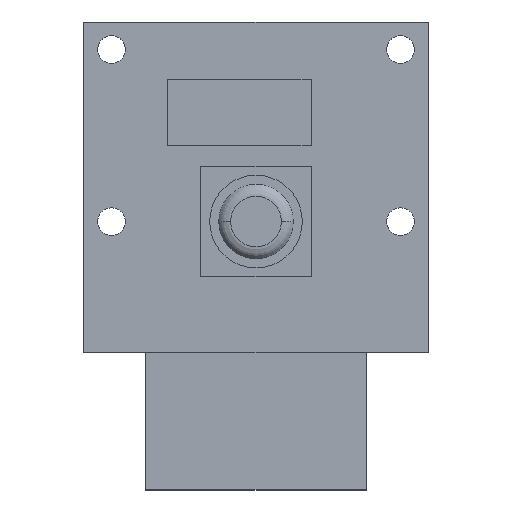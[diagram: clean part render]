
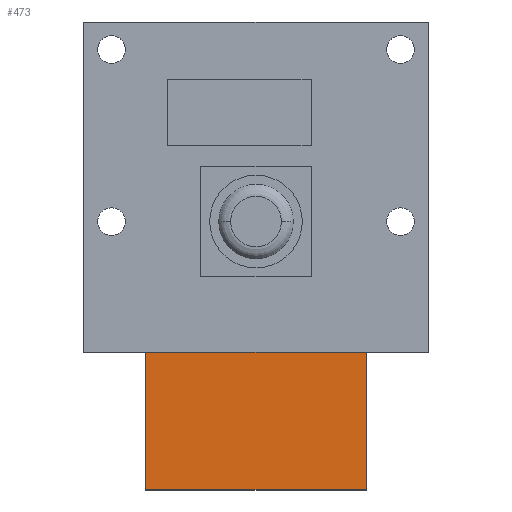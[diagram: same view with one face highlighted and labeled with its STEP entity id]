
A CAD part, top view. The second image highlights one B-rep face of the part: STEP entity #473.
In plain terms, the highlighted planar face has unit normal (0, 0, 1).
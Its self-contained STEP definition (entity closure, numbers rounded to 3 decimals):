
#19 = VERTEX_POINT ( 'NONE', #341 ) ;
#24 = DIRECTION ( 'NONE',  ( -1., 0., 0. ) ) ;
#27 = VECTOR ( 'NONE', #495, 1000. ) ;
#104 = VERTEX_POINT ( 'NONE', #323 ) ;
#127 = LINE ( 'NONE', #571, #732 ) ;
#152 = ORIENTED_EDGE ( 'NONE', *, *, #1098, .F. ) ;
#229 = VERTEX_POINT ( 'NONE', #598 ) ;
#231 = CARTESIAN_POINT ( 'NONE',  ( 4.5, -24., 0. ) ) ;
#279 = PLANE ( 'NONE',  #574 ) ;
#293 = DIRECTION ( 'NONE',  ( 0., -1., 0. ) ) ;
#323 = CARTESIAN_POINT ( 'NONE',  ( 20.5, -34., 0. ) ) ;
#341 = CARTESIAN_POINT ( 'NONE',  ( 4.5, -24., 0. ) ) ;
#415 = VECTOR ( 'NONE', #515, 1000. ) ;
#473 = ADVANCED_FACE ( 'NONE', ( #551 ), #279, .F. ) ;
#483 = LINE ( 'NONE', #765, #811 ) ;
#495 = DIRECTION ( 'NONE',  ( 0., 1., 0. ) ) ;
#515 = DIRECTION ( 'NONE',  ( 1., 0., 0. ) ) ;
#551 = FACE_OUTER_BOUND ( 'NONE', #944, .T. ) ;
#571 = CARTESIAN_POINT ( 'NONE',  ( 20.5, -24., 0. ) ) ;
#574 = AXIS2_PLACEMENT_3D ( 'NONE', #754, #935, #1137 ) ;
#598 = CARTESIAN_POINT ( 'NONE',  ( 4.5, -34., 0. ) ) ;
#628 = ORIENTED_EDGE ( 'NONE', *, *, #1099, .F. ) ;
#629 = ORIENTED_EDGE ( 'NONE', *, *, #1026, .F. ) ;
#732 = VECTOR ( 'NONE', #293, 1000. ) ;
#748 = EDGE_CURVE ( 'NONE', #19, #989, #1003, .T. ) ;
#754 = CARTESIAN_POINT ( 'NONE',  ( 0., 0., 0. ) ) ;
#765 = CARTESIAN_POINT ( 'NONE',  ( 20.5, -34., 0. ) ) ;
#811 = VECTOR ( 'NONE', #24, 1000. ) ;
#935 = DIRECTION ( 'NONE',  ( 0., 0., -1. ) ) ;
#944 = EDGE_LOOP ( 'NONE', ( #1064, #152, #628, #629 ) ) ;
#969 = CARTESIAN_POINT ( 'NONE',  ( 20.5, -24., 0. ) ) ;
#989 = VERTEX_POINT ( 'NONE', #969 ) ;
#1003 = LINE ( 'NONE', #231, #415 ) ;
#1026 = EDGE_CURVE ( 'NONE', #989, #104, #127, .T. ) ;
#1035 = LINE ( 'NONE', #1045, #27 ) ;
#1045 = CARTESIAN_POINT ( 'NONE',  ( 4.5, -34., 0. ) ) ;
#1064 = ORIENTED_EDGE ( 'NONE', *, *, #748, .F. ) ;
#1098 = EDGE_CURVE ( 'NONE', #229, #19, #1035, .T. ) ;
#1099 = EDGE_CURVE ( 'NONE', #104, #229, #483, .T. ) ;
#1137 = DIRECTION ( 'NONE',  ( -1., 0., 0. ) ) ;
